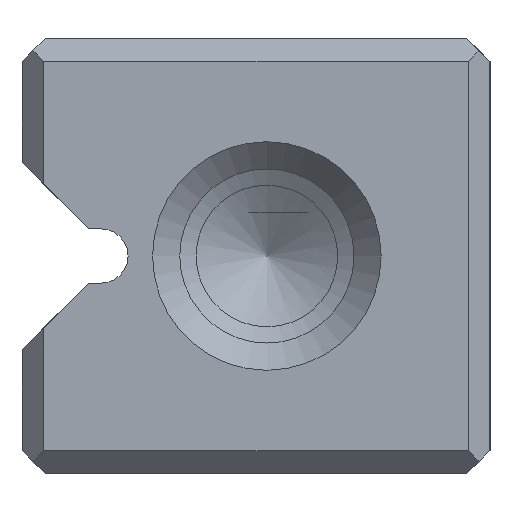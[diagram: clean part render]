
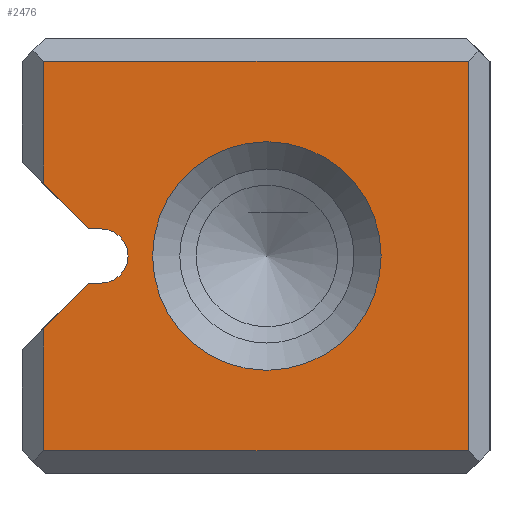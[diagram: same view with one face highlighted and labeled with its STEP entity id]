
A CAD part, left-side view. The second image highlights one B-rep face of the part: STEP entity #2476.
In plain terms, the highlighted planar face has unit normal (-1, 0, 0).
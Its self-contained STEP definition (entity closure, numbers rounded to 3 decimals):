
#2476=ADVANCED_FACE('',(#3409,#3410),#2871,.T.);
#2871=PLANE('',#8988);
#3120=CIRCLE('',#8986,2.1);
#3121=CIRCLE('',#8987,0.5);
#3409=FACE_BOUND('',#3631,.T.);
#3410=FACE_BOUND('',#3632,.T.);
#3631=EDGE_LOOP('',(#4391));
#3632=EDGE_LOOP('',(#4392,#4393,#4394,#4395,#4396,#4397,#4398,#4399,#4400,
#4401));
#4391=ORIENTED_EDGE('',*,*,#6943,.T.);
#4392=ORIENTED_EDGE('',*,*,#6944,.T.);
#4393=ORIENTED_EDGE('',*,*,#6945,.T.);
#4394=ORIENTED_EDGE('',*,*,#6946,.T.);
#4395=ORIENTED_EDGE('',*,*,#6947,.T.);
#4396=ORIENTED_EDGE('',*,*,#6948,.T.);
#4397=ORIENTED_EDGE('',*,*,#6949,.T.);
#4398=ORIENTED_EDGE('',*,*,#6950,.T.);
#4399=ORIENTED_EDGE('',*,*,#6951,.F.);
#4400=ORIENTED_EDGE('',*,*,#6952,.F.);
#4401=ORIENTED_EDGE('',*,*,#6953,.T.);
#6273=VERTEX_POINT('',#11607);
#6274=VERTEX_POINT('',#11609);
#6275=VERTEX_POINT('',#11610);
#6276=VERTEX_POINT('',#11612);
#6277=VERTEX_POINT('',#11614);
#6278=VERTEX_POINT('',#11616);
#6279=VERTEX_POINT('',#11618);
#6280=VERTEX_POINT('',#11620);
#6281=VERTEX_POINT('',#11622);
#6282=VERTEX_POINT('',#11624);
#6283=VERTEX_POINT('',#11626);
#6943=EDGE_CURVE('',#6273,#6273,#3120,.T.);
#6944=EDGE_CURVE('',#6274,#6275,#7801,.T.);
#6945=EDGE_CURVE('',#6275,#6276,#7802,.T.);
#6946=EDGE_CURVE('',#6276,#6277,#7803,.T.);
#6947=EDGE_CURVE('',#6277,#6278,#7804,.T.);
#6948=EDGE_CURVE('',#6278,#6279,#7805,.T.);
#6949=EDGE_CURVE('',#6279,#6280,#7806,.T.);
#6950=EDGE_CURVE('',#6280,#6281,#3121,.T.);
#6951=EDGE_CURVE('',#6282,#6281,#7807,.T.);
#6952=EDGE_CURVE('',#6283,#6282,#7808,.T.);
#6953=EDGE_CURVE('',#6283,#6274,#7809,.T.);
#7801=LINE('',#11608,#8473);
#7802=LINE('',#11611,#8474);
#7803=LINE('',#11613,#8475);
#7804=LINE('',#11615,#8476);
#7805=LINE('',#11617,#8477);
#7806=LINE('',#11619,#8478);
#7807=LINE('',#11623,#8479);
#7808=LINE('',#11625,#8480);
#7809=LINE('',#11627,#8481);
#8473=VECTOR('',#9585,1.);
#8474=VECTOR('',#9586,1.);
#8475=VECTOR('',#9587,1.);
#8476=VECTOR('',#9588,1.);
#8477=VECTOR('',#9589,1.);
#8478=VECTOR('',#9590,1.);
#8479=VECTOR('',#9593,1.);
#8480=VECTOR('',#9594,1.);
#8481=VECTOR('',#9595,1.);
#8986=AXIS2_PLACEMENT_3D('',#11606,#9583,#9584);
#8987=AXIS2_PLACEMENT_3D('',#11621,#9591,#9592);
#8988=AXIS2_PLACEMENT_3D('',#11628,#9596,#9597);
#9583=DIRECTION('',(1.,0.,0.));
#9584=DIRECTION('',(0.,0.,-1.));
#9585=DIRECTION('',(0.,-1.,0.));
#9586=DIRECTION('',(0.,0.,1.));
#9587=DIRECTION('',(0.,1.,0.));
#9588=DIRECTION('',(0.,0.,-1.));
#9589=DIRECTION('',(0.,-0.707,-0.707));
#9590=DIRECTION('',(0.,-1.,0.));
#9591=DIRECTION('',(1.,0.,0.));
#9592=DIRECTION('',(0.,0.,1.));
#9593=DIRECTION('',(0.,-1.,0.));
#9594=DIRECTION('',(0.,-0.707,0.707));
#9595=DIRECTION('',(0.,0.,-1.));
#9596=DIRECTION('',(-1.,0.,0.));
#9597=DIRECTION('',(0.,0.,-1.));
#11606=CARTESIAN_POINT('',(0.,4.1,4.));
#11607=CARTESIAN_POINT('',(0.,4.1,1.9));
#11608=CARTESIAN_POINT('',(0.,4.3,0.425));
#11609=CARTESIAN_POINT('',(0.,8.2,0.425));
#11610=CARTESIAN_POINT('',(0.,0.4,0.425));
#11611=CARTESIAN_POINT('',(0.,0.4,0.));
#11612=CARTESIAN_POINT('',(0.,0.4,7.575));
#11613=CARTESIAN_POINT('',(0.,4.3,7.575));
#11614=CARTESIAN_POINT('',(0.,8.2,7.575));
#11615=CARTESIAN_POINT('',(0.,8.2,0.));
#11616=CARTESIAN_POINT('',(0.,8.2,5.321));
#11617=CARTESIAN_POINT('',(0.,8.6,5.721));
#11618=CARTESIAN_POINT('',(0.,7.379,4.5));
#11619=CARTESIAN_POINT('',(0.,6.65,4.5));
#11620=CARTESIAN_POINT('',(0.,7.15,4.5));
#11621=CARTESIAN_POINT('',(0.,7.15,4.));
#11622=CARTESIAN_POINT('',(0.,7.15,3.5));
#11623=CARTESIAN_POINT('',(0.,6.65,3.5));
#11624=CARTESIAN_POINT('',(0.,7.379,3.5));
#11625=CARTESIAN_POINT('',(0.,8.6,2.279));
#11626=CARTESIAN_POINT('',(0.,8.2,2.679));
#11627=CARTESIAN_POINT('',(0.,8.2,0.));
#11628=CARTESIAN_POINT('',(0.,4.3,0.));
